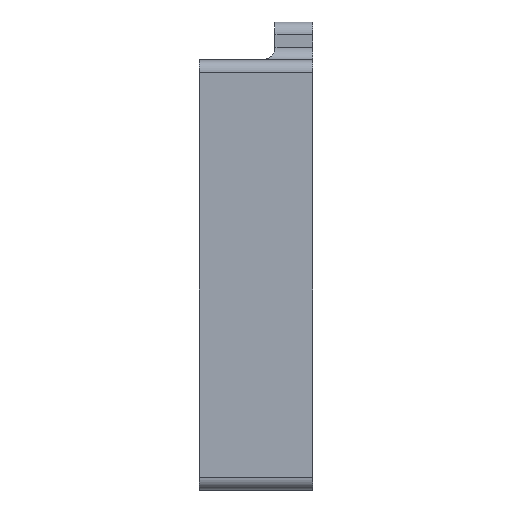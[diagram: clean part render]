
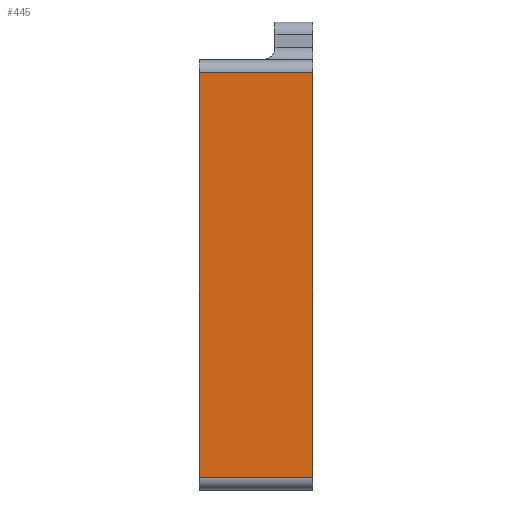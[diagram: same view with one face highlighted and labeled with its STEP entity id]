
A CAD part, left-side view. The second image highlights one B-rep face of the part: STEP entity #445.
In plain terms, the highlighted planar face has unit normal (-1, 0, 0).
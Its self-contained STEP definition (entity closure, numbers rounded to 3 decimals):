
#237 = VECTOR ( 'NONE', #602, 1000. ) ;
#310 = VERTEX_POINT ( 'NONE', #3743 ) ;
#336 = VECTOR ( 'NONE', #411, 1000. ) ;
#378 = LINE ( 'NONE', #975, #336 ) ;
#381 = LINE ( 'NONE', #2810, #3069 ) ;
#401 = EDGE_CURVE ( 'NONE', #3628, #310, #378, .T. ) ;
#411 = DIRECTION ( 'NONE',  ( 0., 0., 1. ) ) ;
#438 = DIRECTION ( 'NONE',  ( 0., 0., -1. ) ) ;
#445 = ADVANCED_FACE ( 'NONE', ( #736 ), #1605, .F. ) ;
#602 = DIRECTION ( 'NONE',  ( 0., -1., 0. ) ) ;
#736 = FACE_OUTER_BOUND ( 'NONE', #1317, .T. ) ;
#836 = EDGE_CURVE ( 'NONE', #1219, #2853, #3099, .T. ) ;
#975 = CARTESIAN_POINT ( 'NONE',  ( -85., 40., -80. ) ) ;
#1219 = VERTEX_POINT ( 'NONE', #2840 ) ;
#1317 = EDGE_LOOP ( 'NONE', ( #2872, #3842, #2879, #2185 ) ) ;
#1353 = AXIS2_PLACEMENT_3D ( 'NONE', #3755, #1921, #438 ) ;
#1366 = CARTESIAN_POINT ( 'NONE',  ( -85., -5., -80. ) ) ;
#1605 = PLANE ( 'NONE',  #1353 ) ;
#1670 = DIRECTION ( 'NONE',  ( 0., 1., 0. ) ) ;
#1865 = CARTESIAN_POINT ( 'NONE',  ( -85., 40., -80. ) ) ;
#1921 = DIRECTION ( 'NONE',  ( 1., 0., 0. ) ) ;
#2185 = ORIENTED_EDGE ( 'NONE', *, *, #3225, .T. ) ;
#2385 = EDGE_CURVE ( 'NONE', #2853, #310, #381, .T. ) ;
#2574 = DIRECTION ( 'NONE',  ( 0., 0., 1. ) ) ;
#2810 = CARTESIAN_POINT ( 'NONE',  ( -85., 40., 80. ) ) ;
#2840 = CARTESIAN_POINT ( 'NONE',  ( -85., -5., -80. ) ) ;
#2853 = VERTEX_POINT ( 'NONE', #2993 ) ;
#2872 = ORIENTED_EDGE ( 'NONE', *, *, #836, .T. ) ;
#2879 = ORIENTED_EDGE ( 'NONE', *, *, #401, .F. ) ;
#2993 = CARTESIAN_POINT ( 'NONE',  ( -85., -5., 80. ) ) ;
#3004 = LINE ( 'NONE', #1865, #237 ) ;
#3069 = VECTOR ( 'NONE', #1670, 1000. ) ;
#3099 = LINE ( 'NONE', #1366, #3764 ) ;
#3225 = EDGE_CURVE ( 'NONE', #3628, #1219, #3004, .T. ) ;
#3291 = CARTESIAN_POINT ( 'NONE',  ( -85., 40., -80. ) ) ;
#3628 = VERTEX_POINT ( 'NONE', #3291 ) ;
#3743 = CARTESIAN_POINT ( 'NONE',  ( -85., 40., 80. ) ) ;
#3755 = CARTESIAN_POINT ( 'NONE',  ( -85., 40., -80. ) ) ;
#3764 = VECTOR ( 'NONE', #2574, 1000. ) ;
#3842 = ORIENTED_EDGE ( 'NONE', *, *, #2385, .T. ) ;
